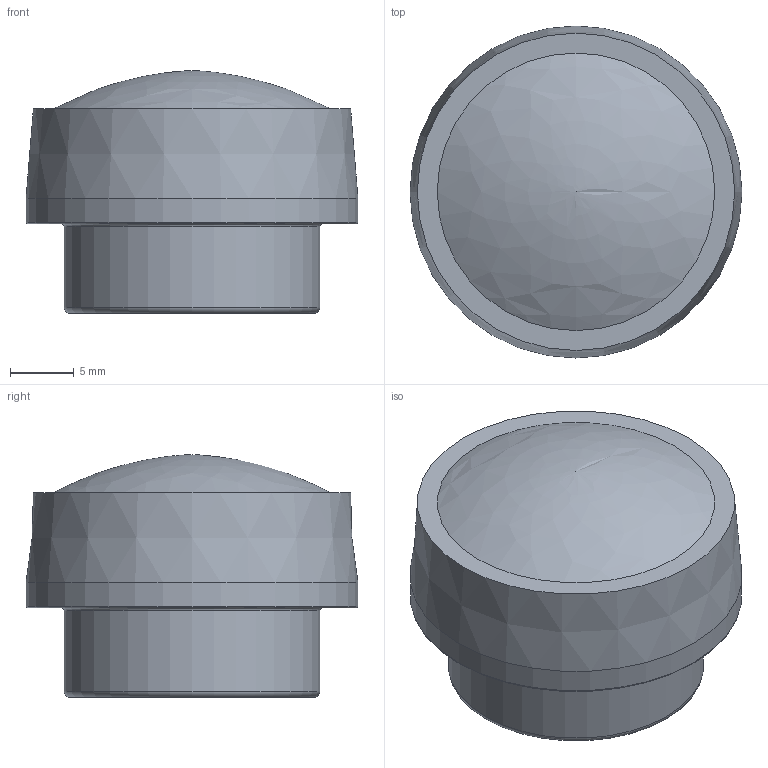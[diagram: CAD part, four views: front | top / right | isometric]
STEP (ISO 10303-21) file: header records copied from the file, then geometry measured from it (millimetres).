
FILE_DESCRIPTION( ( 'Unknown' ), '1' );
FILE_NAME( '6128010_VBZ26_M06.stp', 'Unknown', ( 'Unknown' ), ( 'Unknown' ), 'PSStep 11.0', 'Unknown', ' ' );
FILE_SCHEMA( ( 'AUTOMOTIVE_DESIGN { 1 0 10303 214 1 1 1 1 }' ) );
Length unit declared in the file: millimetre
Products named in the file (1): 6128010
Bounding box: 25.96 x 25.96 x 19 mm (x, y, z)
Volume: 7133.3 mm3; surface area: 2330.8 mm2
Topology: 1 solids, 1 shells, 14 faces, 28 edges, 17 vertices
Faces by surface type: cylinder 4, torus 3, cone 3, plane 3, bspline 1
Full cylindrical faces by diameter (mm): 4.917 x2, 20 x1, 25.96 x1
Entity records: 433 total; most frequent: CARTESIAN_POINT 70, DIRECTION 54, AXIS2_PLACEMENT_3D 27, EDGE_LOOP 26, ORIENTED_EDGE 26, FACE_OUTER_BOUND 21, VERTEX_POINT 15, STYLED_ITEM 14
